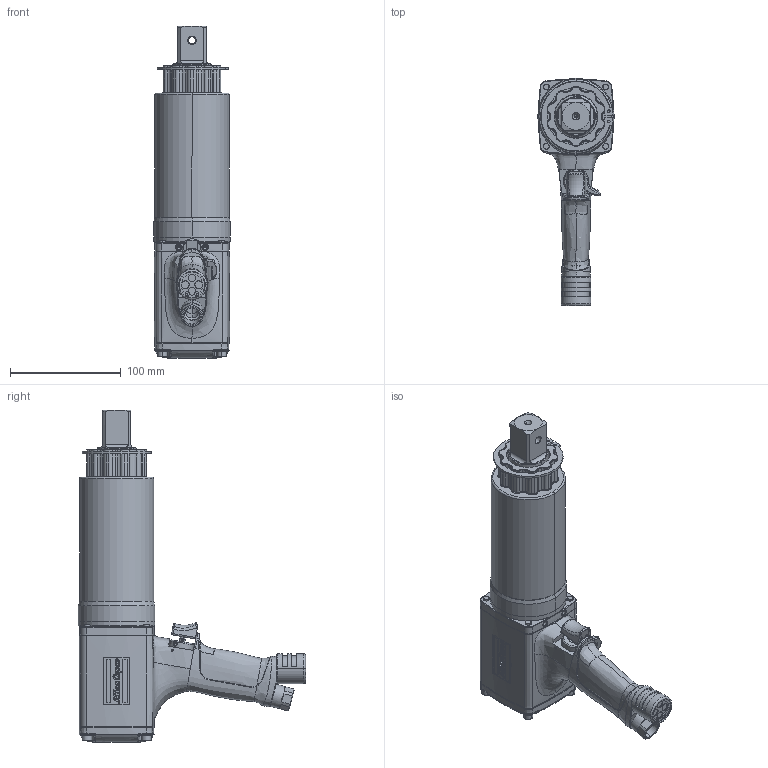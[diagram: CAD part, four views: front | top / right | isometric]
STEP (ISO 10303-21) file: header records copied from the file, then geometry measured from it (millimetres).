
FILE_DESCRIPTION((''),'2;1');
FILE_NAME('8431102600_ASM','2015-07-03T',('toodipo'),(''),'CREO PARAMETRIC BY PTC INC, 2015080','CREO PARAMETRIC BY PTC INC, 2015080','');
FILE_SCHEMA(('CONFIG_CONTROL_DESIGN'));
Length unit declared in the file: millimetre
Products named in the file (32): 4250278300; 4210362200; 4250166000; 4250203400; 4250182800; 4250203580_ASM; 4250279500; 0335212500_AF0; 4250187903; 4250188104; 4250229502_SPEC; 4250279580_ASM; 4250203900_SPEC; 4250203980_ASM; 4250278380_ASM; 4250278500; 4250278400; 0301231800; 0211122500; 4210476600; 4210476681_ASM; 4210476701; 4210476700; 4210476760_ASM; 4210476780_ASM; 4210477102; 0211117000; 4210473600; 4210477103_ASM; 0335114700; 4210476680_ASM; 8431102600_ASM
Assembly tree (38 placements, depth 5):
  8431102600_ASM
    4250278380_ASM
      4250278300
      4250203580_ASM
        4210362200
        4250166000
        4250203400
        4250182800
      4250279580_ASM
        4250279500
        0335212500_AF0
        4250187903
        4250188104
        4250229502_SPEC
      4250203980_ASM
        4250203900_SPEC
    4250278500
    4250278400
    0301231800  x4
    0211122500  x4
    4210476680_ASM
      4210476681_ASM
        4210476600
      4210476780_ASM
        4210476701
        4210476760_ASM
          4210476700
      4210477102
      0211117000  x2
      4210477103_ASM
        4210473600
      0335114700
Bounding box: 69 x 205 x 299.7 mm (x, y, z)
Volume: 537668.7 mm3; surface area: 266894 mm2
Topology: 29 solids, 44 shells, 2954 faces, 7841 edges, 5011 vertices
Faces by surface type: cylinder 1019, plane 570, bspline 473, torus 355, cone 344, extrusion 160, sphere 33
Entity records: 132299 total; most frequent: CARTESIAN_POINT 64486, ORIENTED_EDGE 15154, DIRECTION 12580, EDGE_CURVE 7609, AXIS2_PLACEMENT_3D 5056, VERTEX_POINT 4875, EDGE_LOOP 3080, FACE_OUTER_BOUND 2850
